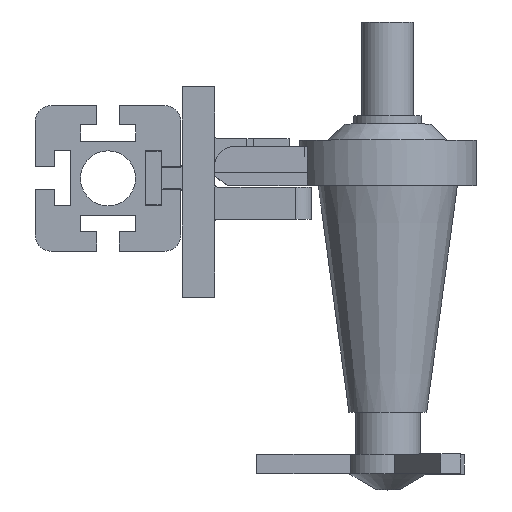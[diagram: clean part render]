
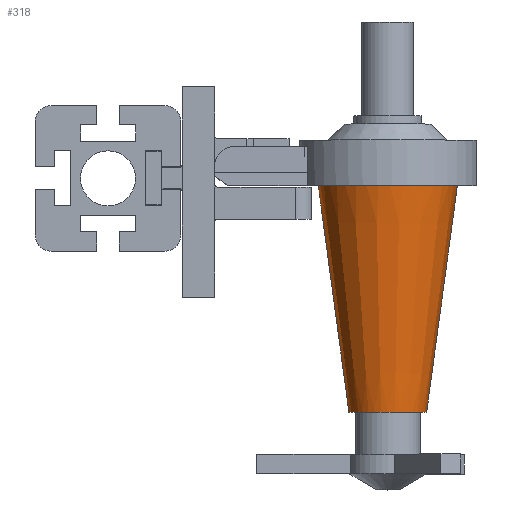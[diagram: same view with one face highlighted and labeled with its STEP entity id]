
A CAD part, front view. The second image highlights one B-rep face of the part: STEP entity #318.
In plain terms, the highlighted conical face has half-angle 7.729 degrees and reference radius 12 mm.
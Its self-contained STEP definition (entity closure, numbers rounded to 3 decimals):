
#24 = VERTEX_POINT('',#25);
#25 = CARTESIAN_POINT('',(35.495,0.,
    0.));
#32 = PLANE('',#33);
#33 = AXIS2_PLACEMENT_3D('',#34,#35,#36);
#34 = CARTESIAN_POINT('',(53.5,11.75,-0.049));
#35 = DIRECTION('',(0.,0.004,
    1.));
#36 = DIRECTION('',(1.,0.,0.));
#44 = PLANE('',#45);
#45 = AXIS2_PLACEMENT_3D('',#46,#47,#48);
#46 = CARTESIAN_POINT('',(0.,0.,0.));
#47 = DIRECTION('',(0.,0.004,
    1.));
#48 = DIRECTION('',(1.,0.,0.));
#115 = VERTEX_POINT('',#116);
#116 = CARTESIAN_POINT('',(35.495,23.5,
    -0.097));
#137 = EDGE_CURVE('',#138,#115,#140,.T.);
#138 = VERTEX_POINT('',#139);
#139 = CARTESIAN_POINT('',(75.,11.75,-0.049));
#140 = SURFACE_CURVE('',#141,(#146,#153),.PCURVE_S1.);
#141 = CIRCLE('',#142,21.5);
#142 = AXIS2_PLACEMENT_3D('',#143,#144,#145);
#143 = CARTESIAN_POINT('',(53.5,11.75,-0.049));
#144 = DIRECTION('',(0.,0.004,
    1.));
#145 = DIRECTION('',(1.,0.,0.));
#146 = PCURVE('',#32,#147);
#147 = DEFINITIONAL_REPRESENTATION('',(#148),#152);
#148 = CIRCLE('',#149,21.5);
#149 = AXIS2_PLACEMENT_2D('',#150,#151);
#150 = CARTESIAN_POINT('',(0.,0.));
#151 = DIRECTION('',(1.,0.));
#152 = ( GEOMETRIC_REPRESENTATION_CONTEXT(2) 
PARAMETRIC_REPRESENTATION_CONTEXT() REPRESENTATION_CONTEXT('2D SPACE',''
  ) );
#153 = PCURVE('',#154,#159);
#154 = CONICAL_SURFACE('',#155,12.,0.135);
#155 = AXIS2_PLACEMENT_3D('',#156,#157,#158);
#156 = CARTESIAN_POINT('',(53.5,11.46,-70.048));
#157 = DIRECTION('',(0.,0.004,
    1.));
#158 = DIRECTION('',(1.,0.,0.));
#159 = DEFINITIONAL_REPRESENTATION('',(#160),#164);
#160 = LINE('',#161,#162);
#161 = CARTESIAN_POINT('',(0.,70.));
#162 = VECTOR('',#163,1.);
#163 = DIRECTION('',(1.,0.));
#164 = ( GEOMETRIC_REPRESENTATION_CONTEXT(2) 
PARAMETRIC_REPRESENTATION_CONTEXT() REPRESENTATION_CONTEXT('2D SPACE',''
  ) );
#166 = EDGE_CURVE('',#24,#138,#167,.T.);
#167 = SURFACE_CURVE('',#168,(#173,#180),.PCURVE_S1.);
#168 = CIRCLE('',#169,21.5);
#169 = AXIS2_PLACEMENT_3D('',#170,#171,#172);
#170 = CARTESIAN_POINT('',(53.5,11.75,-0.049));
#171 = DIRECTION('',(0.,0.004,
    1.));
#172 = DIRECTION('',(1.,0.,0.));
#173 = PCURVE('',#32,#174);
#174 = DEFINITIONAL_REPRESENTATION('',(#175),#179);
#175 = CIRCLE('',#176,21.5);
#176 = AXIS2_PLACEMENT_2D('',#177,#178);
#177 = CARTESIAN_POINT('',(0.,0.));
#178 = DIRECTION('',(1.,0.));
#179 = ( GEOMETRIC_REPRESENTATION_CONTEXT(2) 
PARAMETRIC_REPRESENTATION_CONTEXT() REPRESENTATION_CONTEXT('2D SPACE',''
  ) );
#180 = PCURVE('',#154,#181);
#181 = DEFINITIONAL_REPRESENTATION('',(#182),#186);
#182 = LINE('',#183,#184);
#183 = CARTESIAN_POINT('',(0.,70.));
#184 = VECTOR('',#185,1.);
#185 = DIRECTION('',(1.,0.));
#186 = ( GEOMETRIC_REPRESENTATION_CONTEXT(2) 
PARAMETRIC_REPRESENTATION_CONTEXT() REPRESENTATION_CONTEXT('2D SPACE',''
  ) );
#297 = EDGE_CURVE('',#115,#24,#298,.T.);
#298 = SURFACE_CURVE('',#299,(#304,#311),.PCURVE_S1.);
#299 = CIRCLE('',#300,21.5);
#300 = AXIS2_PLACEMENT_3D('',#301,#302,#303);
#301 = CARTESIAN_POINT('',(53.5,11.75,-0.049));
#302 = DIRECTION('',(0.,0.004,
    1.));
#303 = DIRECTION('',(1.,0.,0.));
#304 = PCURVE('',#44,#305);
#305 = DEFINITIONAL_REPRESENTATION('',(#306),#310);
#306 = CIRCLE('',#307,21.5);
#307 = AXIS2_PLACEMENT_2D('',#308,#309);
#308 = CARTESIAN_POINT('',(53.5,11.75));
#309 = DIRECTION('',(1.,0.));
#310 = ( GEOMETRIC_REPRESENTATION_CONTEXT(2) 
PARAMETRIC_REPRESENTATION_CONTEXT() REPRESENTATION_CONTEXT('2D SPACE',''
  ) );
#311 = PCURVE('',#154,#312);
#312 = DEFINITIONAL_REPRESENTATION('',(#313),#317);
#313 = LINE('',#314,#315);
#314 = CARTESIAN_POINT('',(0.,70.));
#315 = VECTOR('',#316,1.);
#316 = DIRECTION('',(1.,0.));
#317 = ( GEOMETRIC_REPRESENTATION_CONTEXT(2) 
PARAMETRIC_REPRESENTATION_CONTEXT() REPRESENTATION_CONTEXT('2D SPACE',''
  ) );
#318 = ADVANCED_FACE('',(#319),#154,.T.);
#319 = FACE_BOUND('',#320,.T.);
#320 = EDGE_LOOP('',(#321,#322,#345,#372,#373,#374));
#321 = ORIENTED_EDGE('',*,*,#137,.F.);
#322 = ORIENTED_EDGE('',*,*,#323,.F.);
#323 = EDGE_CURVE('',#324,#138,#326,.T.);
#324 = VERTEX_POINT('',#325);
#325 = CARTESIAN_POINT('',(65.5,11.46,-70.048));
#326 = SEAM_CURVE('',#327,(#331,#338),.PCURVE_S1.);
#327 = LINE('',#328,#329);
#328 = CARTESIAN_POINT('',(65.5,11.46,-70.048));
#329 = VECTOR('',#330,1.);
#330 = DIRECTION('',(0.134,0.004,0.991));
#331 = PCURVE('',#154,#332);
#332 = DEFINITIONAL_REPRESENTATION('',(#333),#337);
#333 = LINE('',#334,#335);
#334 = CARTESIAN_POINT('',(6.283,0.));
#335 = VECTOR('',#336,1.);
#336 = DIRECTION('',(0.,1.));
#337 = ( GEOMETRIC_REPRESENTATION_CONTEXT(2) 
PARAMETRIC_REPRESENTATION_CONTEXT() REPRESENTATION_CONTEXT('2D SPACE',''
  ) );
#338 = PCURVE('',#154,#339);
#339 = DEFINITIONAL_REPRESENTATION('',(#340),#344);
#340 = LINE('',#341,#342);
#341 = CARTESIAN_POINT('',(0.,0.));
#342 = VECTOR('',#343,1.);
#343 = DIRECTION('',(0.,1.));
#344 = ( GEOMETRIC_REPRESENTATION_CONTEXT(2) 
PARAMETRIC_REPRESENTATION_CONTEXT() REPRESENTATION_CONTEXT('2D SPACE',''
  ) );
#345 = ORIENTED_EDGE('',*,*,#346,.T.);
#346 = EDGE_CURVE('',#324,#324,#347,.T.);
#347 = SURFACE_CURVE('',#348,(#353,#360),.PCURVE_S1.);
#348 = CIRCLE('',#349,12.);
#349 = AXIS2_PLACEMENT_3D('',#350,#351,#352);
#350 = CARTESIAN_POINT('',(53.5,11.46,-70.048));
#351 = DIRECTION('',(0.,0.004,
    1.));
#352 = DIRECTION('',(1.,0.,0.));
#353 = PCURVE('',#154,#354);
#354 = DEFINITIONAL_REPRESENTATION('',(#355),#359);
#355 = LINE('',#356,#357);
#356 = CARTESIAN_POINT('',(0.,0.));
#357 = VECTOR('',#358,1.);
#358 = DIRECTION('',(1.,0.));
#359 = ( GEOMETRIC_REPRESENTATION_CONTEXT(2) 
PARAMETRIC_REPRESENTATION_CONTEXT() REPRESENTATION_CONTEXT('2D SPACE',''
  ) );
#360 = PCURVE('',#361,#366);
#361 = PLANE('',#362);
#362 = AXIS2_PLACEMENT_3D('',#363,#364,#365);
#363 = CARTESIAN_POINT('',(53.5,11.46,-70.048));
#364 = DIRECTION('',(0.,0.004,
    1.));
#365 = DIRECTION('',(1.,0.,0.));
#366 = DEFINITIONAL_REPRESENTATION('',(#367),#371);
#367 = CIRCLE('',#368,12.);
#368 = AXIS2_PLACEMENT_2D('',#369,#370);
#369 = CARTESIAN_POINT('',(0.,0.));
#370 = DIRECTION('',(1.,0.));
#371 = ( GEOMETRIC_REPRESENTATION_CONTEXT(2) 
PARAMETRIC_REPRESENTATION_CONTEXT() REPRESENTATION_CONTEXT('2D SPACE',''
  ) );
#372 = ORIENTED_EDGE('',*,*,#323,.T.);
#373 = ORIENTED_EDGE('',*,*,#166,.F.);
#374 = ORIENTED_EDGE('',*,*,#297,.F.);
